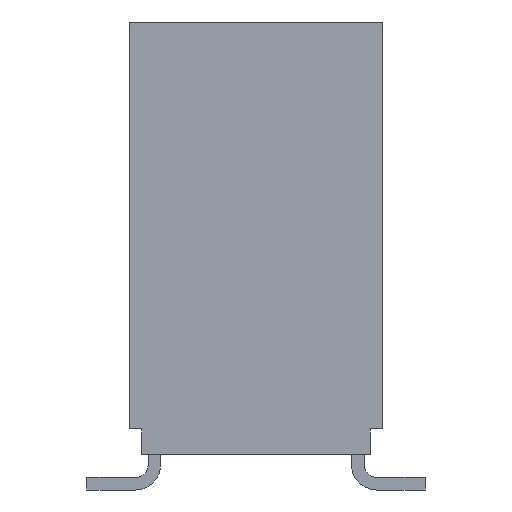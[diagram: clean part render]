
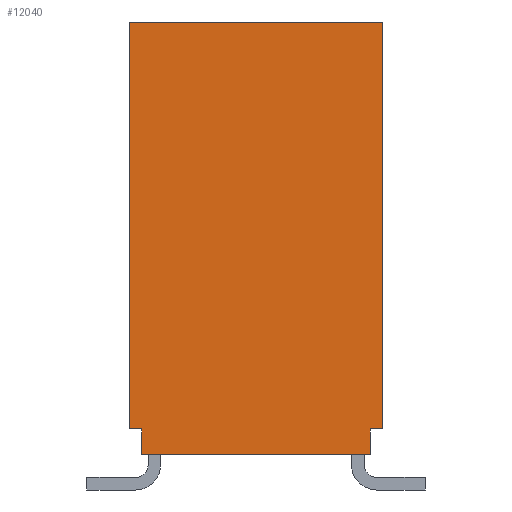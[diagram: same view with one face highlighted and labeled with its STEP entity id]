
A CAD part, left-side view. The second image highlights one B-rep face of the part: STEP entity #12040.
In plain terms, the highlighted planar face has unit normal (-1, 0, 0).
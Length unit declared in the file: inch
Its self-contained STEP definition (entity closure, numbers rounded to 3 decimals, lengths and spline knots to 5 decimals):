
#5=DIRECTION('',(0.,-1.,0.));
#6=VECTOR('',#5,0.18);
#7=CARTESIAN_POINT('',(-0.5995,0.09,0.));
#8=LINE('',#7,#6);
#269=DIRECTION('',(0.,0.,1.));
#270=VECTOR('',#269,0.02);
#271=CARTESIAN_POINT('',(-0.5995,0.09,0.));
#272=LINE('',#271,#270);
#273=DIRECTION('',(0.,-1.,0.));
#274=VECTOR('',#273,0.0095);
#275=CARTESIAN_POINT('',(-0.5995,0.0995,0.02));
#276=LINE('',#275,#274);
#277=DIRECTION('',(0.,0.,1.));
#278=VECTOR('',#277,0.32);
#279=CARTESIAN_POINT('',(-0.5995,0.0995,0.02));
#280=LINE('',#279,#278);
#281=DIRECTION('',(0.,1.,0.));
#282=VECTOR('',#281,0.0095);
#283=CARTESIAN_POINT('',(-0.5995,-0.0995,0.02));
#284=LINE('',#283,#282);
#285=DIRECTION('',(0.,0.,1.));
#286=VECTOR('',#285,0.02);
#287=CARTESIAN_POINT('',(-0.5995,-0.09,0.));
#288=LINE('',#287,#286);
#809=DIRECTION('',(0.,0.,1.));
#810=VECTOR('',#809,0.32);
#811=CARTESIAN_POINT('',(-0.5995,-0.0995,0.02));
#812=LINE('',#811,#810);
#1593=DIRECTION('',(0.,-1.,0.));
#1594=VECTOR('',#1593,0.199);
#1595=CARTESIAN_POINT('',(-0.5995,0.0995,0.34));
#1596=LINE('',#1595,#1594);
#8641=CARTESIAN_POINT('',(-0.5995,0.0995,0.34));
#8642=CARTESIAN_POINT('',(-0.5995,-0.0995,0.34));
#8643=VERTEX_POINT('',#8641);
#8644=VERTEX_POINT('',#8642);
#8749=CARTESIAN_POINT('',(-0.5995,0.09,0.));
#8751=VERTEX_POINT('',#8749);
#8773=CARTESIAN_POINT('',(-0.5995,-0.09,0.));
#8775=VERTEX_POINT('',#8773);
#8797=CARTESIAN_POINT('',(-0.5995,0.09,0.02));
#8798=VERTEX_POINT('',#8797);
#8799=CARTESIAN_POINT('',(-0.5995,0.0995,0.02));
#8800=VERTEX_POINT('',#8799);
#8801=CARTESIAN_POINT('',(-0.5995,-0.0995,0.02));
#8802=CARTESIAN_POINT('',(-0.5995,-0.09,0.02));
#8803=VERTEX_POINT('',#8801);
#8804=VERTEX_POINT('',#8802);
#12020=CARTESIAN_POINT('',(-0.5995,0.0995,0.));
#12021=DIRECTION('',(-1.,0.,0.));
#12022=DIRECTION('',(0.,-1.,0.));
#12023=AXIS2_PLACEMENT_3D('',#12020,#12021,#12022);
#12024=PLANE('',#12023);
#12025=ORIENTED_EDGE('',*,*,#11627,.T.);
#12027=ORIENTED_EDGE('',*,*,#12026,.F.);
#12029=ORIENTED_EDGE('',*,*,#12028,.T.);
#12031=ORIENTED_EDGE('',*,*,#12030,.T.);
#12033=ORIENTED_EDGE('',*,*,#12032,.F.);
#12035=ORIENTED_EDGE('',*,*,#12034,.T.);
#12036=ORIENTED_EDGE('',*,*,#11832,.F.);
#12037=ORIENTED_EDGE('',*,*,#11416,.F.);
#12038=EDGE_LOOP('',(#12025,#12027,#12029,#12031,#12033,#12035,#12036,#12037));
#12039=FACE_OUTER_BOUND('',#12038,.F.);
#12040=ADVANCED_FACE('',(#12039),#12024,.T.);
#11416=EDGE_CURVE('',#8751,#8775,#8,.T.);
#11627=EDGE_CURVE('',#8751,#8798,#272,.T.);
#11832=EDGE_CURVE('',#8775,#8804,#288,.T.);
#12026=EDGE_CURVE('',#8800,#8798,#276,.T.);
#12028=EDGE_CURVE('',#8800,#8643,#280,.T.);
#12030=EDGE_CURVE('',#8643,#8644,#1596,.T.);
#12032=EDGE_CURVE('',#8803,#8644,#812,.T.);
#12034=EDGE_CURVE('',#8803,#8804,#284,.T.);
